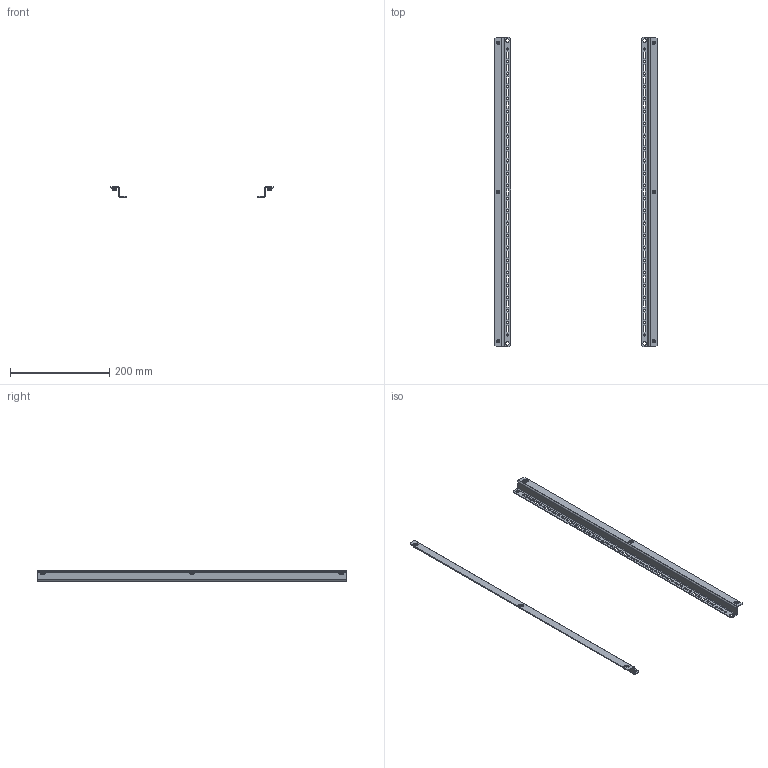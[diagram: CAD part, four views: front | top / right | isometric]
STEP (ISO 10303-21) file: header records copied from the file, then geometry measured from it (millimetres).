
FILE_DESCRIPTION (( 'STEP AP203' ), '1' );
FILE_NAME ('U8018620302 Êîìïëåêò ñòîåê âíóòðåííåé äâåðè UC2_UC2M 70.00 (2øò) (000.801.053-04).STEP', '2022-04-29T07:07:52', ( '' ), ( '' ), 'SwSTEP 2.0', 'SolidWorks 2017', '' );
FILE_SCHEMA (( 'CONFIG_CONTROL_DESIGN' ));
Length unit declared in the file: millimetre
Products named in the file (3): hex flange nut_din_Hexagon Flange Nut DIN 6923 - M5 - N; U8018620302 Êîìïëåêò ñòîåê âíóòðåííåé äâåðè UC2_UC2M 70.00 (2øò) (000.801.053-04); 019-61 砑鳧罻_04 (70)
Assembly tree (8 placements, depth 2):
  U8018620302 Êîìïëåêò ñòîåê âíóòðåííåé äâåðè UC2_UC2M 70.00 (2øò) (000.801.053-04)
    019-61 砑鳧罻_04 (70)  x2
    hex flange nut_din_Hexagon Flange Nut DIN 6923 - M5 - N  x6
Bounding box: 327 x 623 x 21 mm (x, y, z)
Volume: 88410.7 mm3; surface area: 125604.1 mm2
Topology: 8 solids, 8 shells, 544 faces, 1432 edges, 904 vertices
Faces by surface type: plane 276, cylinder 148, cone 72, bspline 36, torus 12
Entity records: 7491 total; most frequent: CARTESIAN_POINT 1439, ORIENTED_EDGE 1152, DIRECTION 1116, EDGE_CURVE 576, VECTOR 398, LINE 398, VERTEX_POINT 372, AXIS2_PLACEMENT_3D 359
